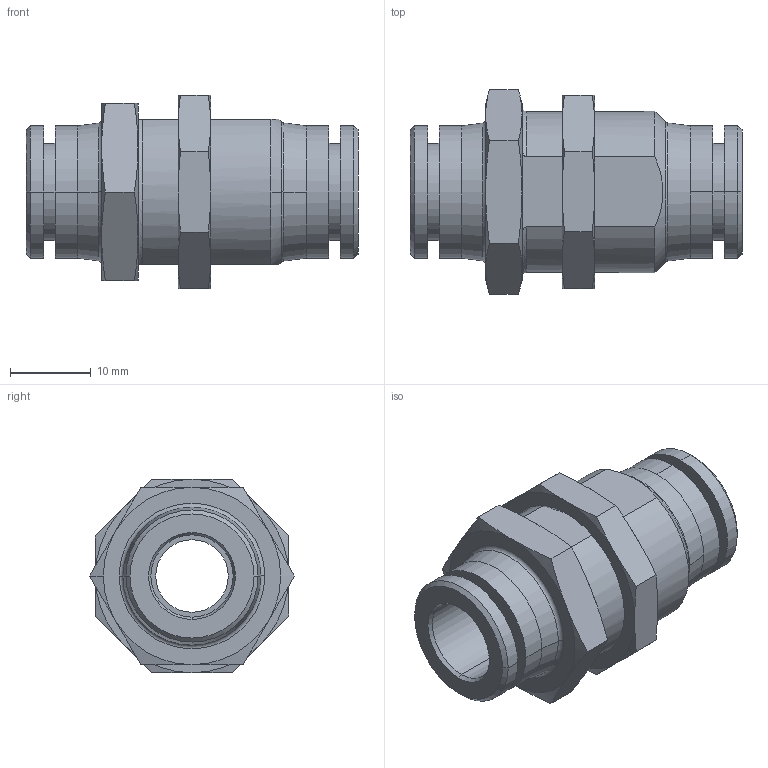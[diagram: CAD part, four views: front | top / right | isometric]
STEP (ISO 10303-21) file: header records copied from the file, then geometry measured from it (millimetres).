
FILE_DESCRIPTION((''),'2;1');
FILE_NAME('348615B_959P-10_ASM','2005-04-27T',('konstruktion'),(''),'PRO/ENGINEER BY PARAMETRIC TECHNOLOGY CORPORATION, 2004440','PRO/ENGINEER BY PARAMETRIC TECHNOLOGY CORPORATION, 2004440','');
FILE_SCHEMA(('CONFIG_CONTROL_DESIGN'));
Length unit declared in the file: millimetre
Products named in the file (3): 348615B_959P-10-OHNE-UEM; 251706B_256M-M20X1; 348615B_959P-10_ASM
Assembly tree (2 placements, depth 2):
  348615B_959P-10_ASM
    348615B_959P-10-OHNE-UEM
    251706B_256M-M20X1
Bounding box: 41.2 x 25.4 x 24 mm (x, y, z)
Volume: 8383.3 mm3; surface area: 5525.8 mm2
Topology: 2 solids, 2 shells, 104 faces, 226 edges, 134 vertices
Faces by surface type: cone 48, plane 28, cylinder 22, torus 6
Entity records: 3095 total; most frequent: CARTESIAN_POINT 773, DIRECTION 486, ORIENTED_EDGE 452, EDGE_CURVE 226, AXIS2_PLACEMENT_3D 213, VERTEX_POINT 134, EDGE_LOOP 116, FACE_OUTER_BOUND 104
